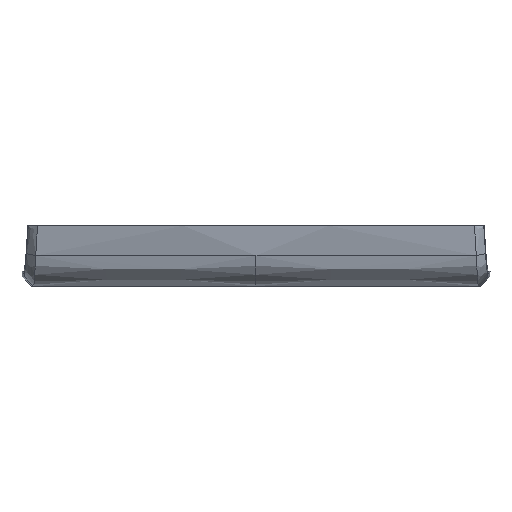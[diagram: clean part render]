
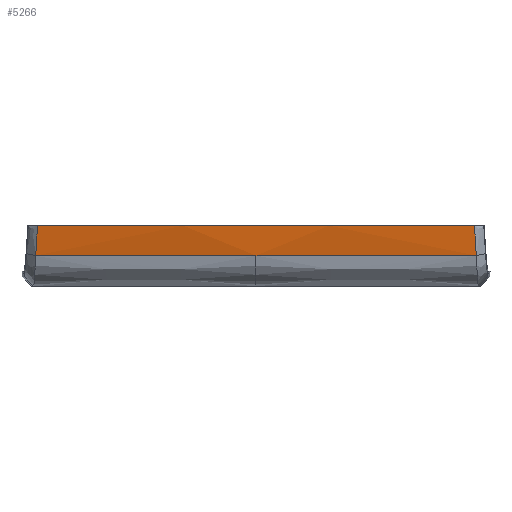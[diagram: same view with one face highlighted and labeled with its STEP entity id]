
A CAD part, front view. The second image highlights one B-rep face of the part: STEP entity #5266.
In plain terms, the highlighted free-form (B-spline) face has degree [1, 2] with [2, 9] control points.
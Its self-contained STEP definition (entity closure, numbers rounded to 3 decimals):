
#651=CARTESIAN_POINT('',(-42.889,-81.638,11.9));
#652=VERTEX_POINT('',#651);
#662=CARTESIAN_POINT('',(42.889,-81.638,11.9));
#663=VERTEX_POINT('',#662);
#664=CARTESIAN_POINT('',(0.,516.828,11.9));
#665=DIRECTION('',(0.0,0.0,-1.0));
#666=DIRECTION('',(-1.0,0.0,0.0));
#667=AXIS2_PLACEMENT_3D('',#664,#665,#666);
#668=CIRCLE('',#667,600.0);
#669=EDGE_CURVE('',#663,#652,#668,.T.);
#3652=CARTESIAN_POINT('',(43.258,-80.786,6.028));
#3653=VERTEX_POINT('',#3652);
#5112=CARTESIAN_POINT('',(0.,-82.347,6.026));
#5113=VERTEX_POINT('',#5112);
#5114=CARTESIAN_POINT('',(0.,-82.347,6.026));
#5115=CARTESIAN_POINT('',(14.432,-82.347,6.026));
#5116=CARTESIAN_POINT('',(28.864,-81.826,6.027));
#5117=CARTESIAN_POINT('',(43.258,-80.786,6.028));
#5118=B_SPLINE_CURVE_WITH_KNOTS('',3,(#5114,#5115,#5116,#5117),.UNSPECIFIED.,.F.,.U.,(4,4),(-5.507,-1.228),.UNSPECIFIED.);
#5119=EDGE_CURVE('',#5113,#3653,#5118,.T.);
#5147=CARTESIAN_POINT('',(600.0,505.205,94.595));
#5148=CARTESIAN_POINT('',(600.0,506.065,88.478));
#5149=CARTESIAN_POINT('',(600.,1093.584,177.287));
#5150=CARTESIAN_POINT('',(600.,1094.444,171.169));
#5151=CARTESIAN_POINT('',(0.,1093.584,177.287));
#5152=CARTESIAN_POINT('',(0.,1094.444,171.169));
#5153=CARTESIAN_POINT('',(-600.0,1093.584,177.287));
#5154=CARTESIAN_POINT('',(-600.0,1094.444,171.169));
#5155=CARTESIAN_POINT('',(-600.0,505.205,94.595));
#5156=CARTESIAN_POINT('',(-600.0,506.065,88.478));
#5157=CARTESIAN_POINT('',(-600.,-83.173,11.904));
#5158=CARTESIAN_POINT('',(-600.,-82.313,5.786));
#5159=CARTESIAN_POINT('',(0.,-83.173,11.904));
#5160=CARTESIAN_POINT('',(0.,-82.313,5.786));
#5161=CARTESIAN_POINT('',(600.0,-83.173,11.904));
#5162=CARTESIAN_POINT('',(600.0,-82.313,5.786));
#5163=CARTESIAN_POINT('',(600.0,505.205,94.595));
#5164=CARTESIAN_POINT('',(600.0,506.065,88.478));
#5172=(BOUNDED_SURFACE()B_SPLINE_SURFACE(1,2,((#5147,#5149,#5151,#5153,#5155,#5157,#5159,#5161,#5163),(#5148,#5150,#5152,#5154,#5156,#5158,#5160,#5162,#5164)),.UNSPECIFIED.,.F.,.T.,.U.)B_SPLINE_SURFACE_WITH_KNOTS((2,2),(3,2,2,2,3),(-0.159,-0.149),(0.0,942.478,1884.956,2827.433,3769.911),.UNSPECIFIED.)GEOMETRIC_REPRESENTATION_ITEM()RATIONAL_B_SPLINE_SURFACE(((1.0,0.707,1.0,0.707,1.0,0.707,1.0,0.707,1.0),(1.0,0.707,1.0,0.707,1.0,0.707,1.0,0.707,1.0)))REPRESENTATION_ITEM('')SURFACE());
#5173=ORIENTED_EDGE('',*,*,#669,.T.);
#5174=CARTESIAN_POINT('',(-43.258,-80.786,6.028));
#5175=VERTEX_POINT('',#5174);
#5176=CARTESIAN_POINT('',(-43.258,-80.786,6.028));
#5177=CARTESIAN_POINT('',(-43.249,-80.806,6.165));
#5178=CARTESIAN_POINT('',(-43.241,-80.825,6.301));
#5179=CARTESIAN_POINT('',(-43.232,-80.845,6.436));
#5180=CARTESIAN_POINT('',(-43.221,-80.871,6.613));
#5181=CARTESIAN_POINT('',(-43.21,-80.896,6.789));
#5182=CARTESIAN_POINT('',(-43.199,-80.922,6.966));
#5183=CARTESIAN_POINT('',(-43.188,-80.947,7.142));
#5184=CARTESIAN_POINT('',(-43.177,-80.973,7.318));
#5185=CARTESIAN_POINT('',(-43.166,-80.999,7.495));
#5186=CARTESIAN_POINT('',(-43.155,-81.024,7.671));
#5187=CARTESIAN_POINT('',(-43.144,-81.05,7.847));
#5188=CARTESIAN_POINT('',(-43.133,-81.075,8.023));
#5189=CARTESIAN_POINT('',(-43.121,-81.101,8.2));
#5190=CARTESIAN_POINT('',(-43.11,-81.126,8.376));
#5191=CARTESIAN_POINT('',(-43.099,-81.152,8.552));
#5192=CARTESIAN_POINT('',(-43.088,-81.177,8.728));
#5193=CARTESIAN_POINT('',(-43.077,-81.203,8.904));
#5194=CARTESIAN_POINT('',(-43.066,-81.229,9.08));
#5195=CARTESIAN_POINT('',(-43.055,-81.254,9.256));
#5196=CARTESIAN_POINT('',(-43.044,-81.28,9.431));
#5197=CARTESIAN_POINT('',(-43.033,-81.305,9.607));
#5198=CARTESIAN_POINT('',(-43.022,-81.33,9.783));
#5199=CARTESIAN_POINT('',(-43.011,-81.356,9.959));
#5200=CARTESIAN_POINT('',(-43.,-81.381,10.134));
#5201=CARTESIAN_POINT('',(-42.989,-81.407,10.309));
#5202=CARTESIAN_POINT('',(-42.978,-81.432,10.485));
#5203=CARTESIAN_POINT('',(-42.967,-81.458,10.66));
#5204=CARTESIAN_POINT('',(-42.956,-81.483,10.835));
#5205=CARTESIAN_POINT('',(-42.945,-81.509,11.01));
#5206=CARTESIAN_POINT('',(-42.934,-81.534,11.186));
#5207=CARTESIAN_POINT('',(-42.923,-81.559,11.36));
#5208=CARTESIAN_POINT('',(-42.912,-81.585,11.535));
#5209=CARTESIAN_POINT('',(-42.901,-81.61,11.71));
#5210=CARTESIAN_POINT('',(-42.897,-81.619,11.773));
#5211=CARTESIAN_POINT('',(-42.893,-81.628,11.837));
#5212=CARTESIAN_POINT('',(-42.889,-81.638,11.9));
#5213=B_SPLINE_CURVE_WITH_KNOTS('',3,(#5176,#5177,#5178,#5179,#5180,#5181,#5182,#5183,#5184,#5185,#5186,#5187,#5188,#5189,#5190,#5191,#5192,#5193,#5194,#5195,#5196,#5197,#5198,#5199,#5200,#5201,#5202,#5203,#5204,#5205,#5206,#5207,#5208,#5209,#5210,#5211,#5212),.UNSPECIFIED.,.F.,.U.,(4,3,3,3,3,3,3,3,3,3,3,3,4),(-6.57,-6.528,-6.475,-6.421,-6.368,-6.314,-6.261,-6.207,-6.154,-6.101,-6.048,-5.995,-5.975),.UNSPECIFIED.);
#5214=EDGE_CURVE('',#5175,#652,#5213,.T.);
#5215=ORIENTED_EDGE('',*,*,#5214,.F.);
#5216=CARTESIAN_POINT('',(0.,-82.347,6.026));
#5217=CARTESIAN_POINT('',(-14.432,-82.347,6.026));
#5218=CARTESIAN_POINT('',(-28.864,-81.826,6.027));
#5219=CARTESIAN_POINT('',(-43.258,-80.786,6.028));
#5220=B_SPLINE_CURVE_WITH_KNOTS('',3,(#5216,#5217,#5218,#5219),.UNSPECIFIED.,.F.,.U.,(4,4),(-5.507,-1.228),.UNSPECIFIED.);
#5221=EDGE_CURVE('',#5113,#5175,#5220,.T.);
#5222=ORIENTED_EDGE('',*,*,#5221,.F.);
#5223=ORIENTED_EDGE('',*,*,#5119,.T.);
#5224=CARTESIAN_POINT('',(43.258,-80.786,6.028));
#5225=CARTESIAN_POINT('',(43.249,-80.806,6.165));
#5226=CARTESIAN_POINT('',(43.241,-80.825,6.301));
#5227=CARTESIAN_POINT('',(43.232,-80.845,6.436));
#5228=CARTESIAN_POINT('',(43.221,-80.871,6.613));
#5229=CARTESIAN_POINT('',(43.21,-80.896,6.789));
#5230=CARTESIAN_POINT('',(43.199,-80.922,6.966));
#5231=CARTESIAN_POINT('',(43.188,-80.947,7.142));
#5232=CARTESIAN_POINT('',(43.177,-80.973,7.318));
#5233=CARTESIAN_POINT('',(43.166,-80.999,7.495));
#5234=CARTESIAN_POINT('',(43.155,-81.024,7.671));
#5235=CARTESIAN_POINT('',(43.144,-81.05,7.847));
#5236=CARTESIAN_POINT('',(43.133,-81.075,8.023));
#5237=CARTESIAN_POINT('',(43.121,-81.101,8.2));
#5238=CARTESIAN_POINT('',(43.11,-81.126,8.376));
#5239=CARTESIAN_POINT('',(43.099,-81.152,8.552));
#5240=CARTESIAN_POINT('',(43.088,-81.177,8.728));
#5241=CARTESIAN_POINT('',(43.077,-81.203,8.904));
#5242=CARTESIAN_POINT('',(43.066,-81.229,9.08));
#5243=CARTESIAN_POINT('',(43.055,-81.254,9.256));
#5244=CARTESIAN_POINT('',(43.044,-81.28,9.431));
#5245=CARTESIAN_POINT('',(43.033,-81.305,9.607));
#5246=CARTESIAN_POINT('',(43.022,-81.33,9.783));
#5247=CARTESIAN_POINT('',(43.011,-81.356,9.959));
#5248=CARTESIAN_POINT('',(43.,-81.381,10.134));
#5249=CARTESIAN_POINT('',(42.989,-81.407,10.309));
#5250=CARTESIAN_POINT('',(42.978,-81.432,10.485));
#5251=CARTESIAN_POINT('',(42.967,-81.458,10.66));
#5252=CARTESIAN_POINT('',(42.956,-81.483,10.835));
#5253=CARTESIAN_POINT('',(42.945,-81.509,11.01));
#5254=CARTESIAN_POINT('',(42.934,-81.534,11.186));
#5255=CARTESIAN_POINT('',(42.923,-81.559,11.36));
#5256=CARTESIAN_POINT('',(42.912,-81.585,11.535));
#5257=CARTESIAN_POINT('',(42.901,-81.61,11.71));
#5258=CARTESIAN_POINT('',(42.897,-81.619,11.773));
#5259=CARTESIAN_POINT('',(42.893,-81.628,11.837));
#5260=CARTESIAN_POINT('',(42.889,-81.638,11.9));
#5261=B_SPLINE_CURVE_WITH_KNOTS('',3,(#5224,#5225,#5226,#5227,#5228,#5229,#5230,#5231,#5232,#5233,#5234,#5235,#5236,#5237,#5238,#5239,#5240,#5241,#5242,#5243,#5244,#5245,#5246,#5247,#5248,#5249,#5250,#5251,#5252,#5253,#5254,#5255,#5256,#5257,#5258,#5259,#5260),.UNSPECIFIED.,.F.,.U.,(4,3,3,3,3,3,3,3,3,3,3,3,4),(-6.57,-6.528,-6.475,-6.421,-6.368,-6.314,-6.261,-6.207,-6.154,-6.101,-6.048,-5.995,-5.975),.UNSPECIFIED.);
#5262=EDGE_CURVE('',#3653,#663,#5261,.T.);
#5263=ORIENTED_EDGE('',*,*,#5262,.T.);
#5264=EDGE_LOOP('',(#5173,#5215,#5222,#5223,#5263));
#5265=FACE_OUTER_BOUND('',#5264,.T.);
#5266=ADVANCED_FACE('',(#5265),#5172,.T.);
